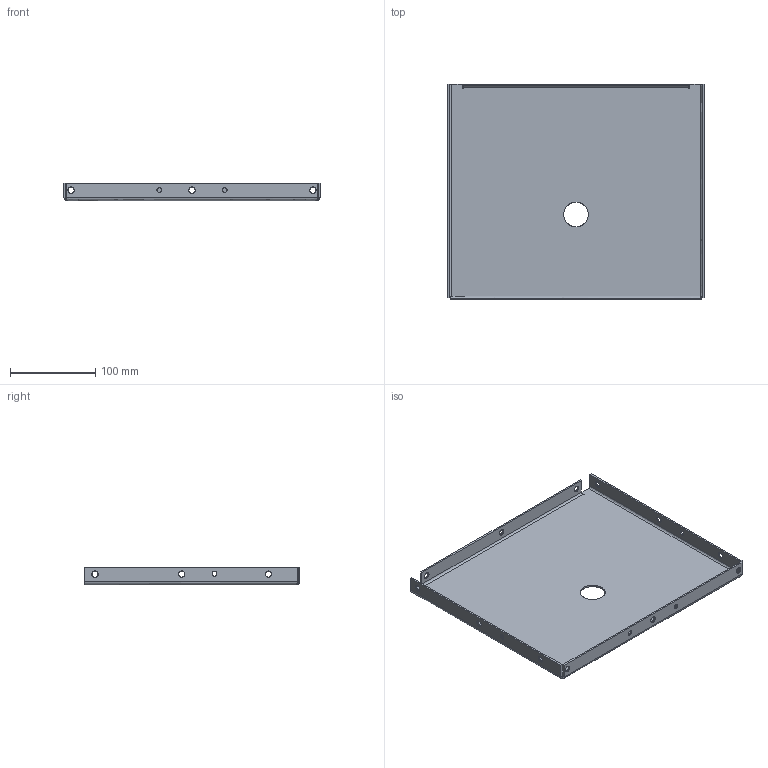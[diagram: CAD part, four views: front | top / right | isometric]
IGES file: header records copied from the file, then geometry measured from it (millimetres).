
Start section: SolidWorks IGES file using analytic representation for surfaces
Global section: file name: D1100427-v2 ALIGO SRM AR BAFFLE PLATE.IGS; native system: SolidWorks 2012; preprocessor: SolidWorks 2012; author: tnguyen; date: 120411.130215; units: inch
Bounding box: 299.97 x 252.69 x 20.95 mm (x, y, z)
Surface area: 189619.9 mm2 (no closed solid volume)
Topology: 0 solids, 0 shells, 116 faces, 1660 edges, 1660 vertices
Faces by surface type: revolution 78, bspline 38
